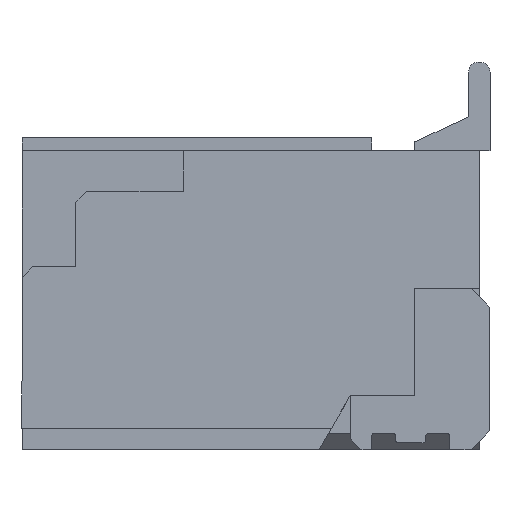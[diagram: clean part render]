
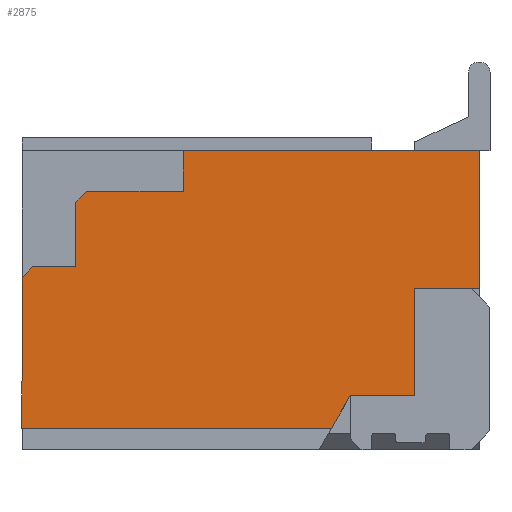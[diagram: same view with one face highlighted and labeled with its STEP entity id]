
A CAD part, left-side view. The second image highlights one B-rep face of the part: STEP entity #2875.
In plain terms, the highlighted planar face has unit normal (-1, 0, 0).
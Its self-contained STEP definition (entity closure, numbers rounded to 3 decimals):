
#47 = CARTESIAN_POINT ( 'NONE',  ( -2.5, 0.1, 1.33 ) ) ;
#69 = EDGE_CURVE ( 'NONE', #1317, #3594, #256, .T. ) ;
#115 = LINE ( 'NONE', #5732, #5823 ) ;
#147 = DIRECTION ( 'NONE',  ( 0., 0., -1. ) ) ;
#246 = VECTOR ( 'NONE', #4478, 1000. ) ;
#256 = LINE ( 'NONE', #47, #6685 ) ;
#333 = FACE_OUTER_BOUND ( 'NONE', #7107, .T. ) ;
#404 = EDGE_CURVE ( 'NONE', #5019, #4828, #1935, .T. ) ;
#430 = DIRECTION ( 'NONE',  ( 0., 1., 0. ) ) ;
#440 = DIRECTION ( 'NONE',  ( 0., 0., 1. ) ) ;
#556 = CARTESIAN_POINT ( 'NONE',  ( -2.5, 2.25, 2.25 ) ) ;
#697 = CARTESIAN_POINT ( 'NONE',  ( -2.5, 2.35, 2.35 ) ) ;
#809 = EDGE_CURVE ( 'NONE', #4828, #1238, #2376, .T. ) ;
#1059 = CARTESIAN_POINT ( 'NONE',  ( -2.5, 3.85, 0. ) ) ;
#1169 = DIRECTION ( 'NONE',  ( 0., 1., 0. ) ) ;
#1209 = VECTOR ( 'NONE', #3751, 1000. ) ;
#1238 = VERTEX_POINT ( 'NONE', #2869 ) ;
#1317 = VERTEX_POINT ( 'NONE', #5874 ) ;
#1377 = ORIENTED_EDGE ( 'NONE', *, *, #3919, .F. ) ;
#1417 = EDGE_CURVE ( 'NONE', #3172, #4504, #7366, .T. ) ;
#1500 = ORIENTED_EDGE ( 'NONE', *, *, #809, .T. ) ;
#1584 = LINE ( 'NONE', #1704, #2653 ) ;
#1611 = CARTESIAN_POINT ( 'NONE',  ( -2.5, 0., 0. ) ) ;
#1643 = LINE ( 'NONE', #556, #5047 ) ;
#1704 = CARTESIAN_POINT ( 'NONE',  ( -2.5, 0.564, 0.325 ) ) ;
#1727 = VECTOR ( 'NONE', #430, 1000. ) ;
#1849 = CARTESIAN_POINT ( 'NONE',  ( -2.5, 0.7, 0. ) ) ;
#1860 = ORIENTED_EDGE ( 'NONE', *, *, #5564, .F. ) ;
#1911 = EDGE_CURVE ( 'NONE', #4504, #4252, #1584, .T. ) ;
#1935 = LINE ( 'NONE', #2026, #2481 ) ;
#2026 = CARTESIAN_POINT ( 'NONE',  ( -2.5, 2.85, 0. ) ) ;
#2117 = CARTESIAN_POINT ( 'NONE',  ( -2.5, 0., -1.25 ) ) ;
#2152 = PLANE ( 'NONE',  #6893 ) ;
#2262 = CARTESIAN_POINT ( 'NONE',  ( -2.5, 4.25, 0.25 ) ) ;
#2278 = ORIENTED_EDGE ( 'NONE', *, *, #5244, .F. ) ;
#2303 = ORIENTED_EDGE ( 'NONE', *, *, #4700, .T. ) ;
#2371 = ORIENTED_EDGE ( 'NONE', *, *, #1417, .F. ) ;
#2376 = LINE ( 'NONE', #6141, #4632 ) ;
#2381 = VERTEX_POINT ( 'NONE', #2262 ) ;
#2386 = CARTESIAN_POINT ( 'NONE',  ( -2.5, 2.85, 0.95 ) ) ;
#2444 = VECTOR ( 'NONE', #1169, 1000. ) ;
#2481 = VECTOR ( 'NONE', #3779, 1000. ) ;
#2544 = ORIENTED_EDGE ( 'NONE', *, *, #404, .T. ) ;
#2572 = CARTESIAN_POINT ( 'NONE',  ( -2.5, 0., 0.05 ) ) ;
#2605 = VECTOR ( 'NONE', #4646, 1000. ) ;
#2653 = VECTOR ( 'NONE', #4083, 1000. ) ;
#2709 = CARTESIAN_POINT ( 'NONE',  ( -2.5, 4.35, 1.45 ) ) ;
#2746 = LINE ( 'NONE', #1059, #246 ) ;
#2868 = LINE ( 'NONE', #1849, #6277 ) ;
#2869 = CARTESIAN_POINT ( 'NONE',  ( -2.5, 3.75, 0.95 ) ) ;
#2875 = ADVANCED_FACE ( 'NONE', ( #333 ), #2152, .T. ) ;
#2880 = EDGE_CURVE ( 'NONE', #4925, #3694, #2746, .T. ) ;
#3079 = CARTESIAN_POINT ( 'NONE',  ( -2.5, 3.85, 0.25 ) ) ;
#3102 = CARTESIAN_POINT ( 'NONE',  ( -2.5, 0.7, -0.95 ) ) ;
#3109 = CARTESIAN_POINT ( 'NONE',  ( -2.5, 3.85, 0.85 ) ) ;
#3172 = VERTEX_POINT ( 'NONE', #3102 ) ;
#3345 = DIRECTION ( 'NONE',  ( 0., -1., 0. ) ) ;
#3392 = DIRECTION ( 'NONE',  ( 0., 0.707, -0.707 ) ) ;
#3452 = CARTESIAN_POINT ( 'NONE',  ( -2.5, 0., 0.25 ) ) ;
#3569 = CARTESIAN_POINT ( 'NONE',  ( -2.5, 4.35, -1.25 ) ) ;
#3574 = CARTESIAN_POINT ( 'NONE',  ( -2.5, 0.7, 0.05 ) ) ;
#3594 = VERTEX_POINT ( 'NONE', #6416 ) ;
#3694 = VERTEX_POINT ( 'NONE', #3079 ) ;
#3719 = ORIENTED_EDGE ( 'NONE', *, *, #7041, .F. ) ;
#3729 = DIRECTION ( 'NONE',  ( 0., 0., 1. ) ) ;
#3751 = DIRECTION ( 'NONE',  ( 0., 1., 0. ) ) ;
#3779 = DIRECTION ( 'NONE',  ( 0., 0., -1. ) ) ;
#3896 = EDGE_CURVE ( 'NONE', #6447, #4252, #7080, .T. ) ;
#3919 = EDGE_CURVE ( 'NONE', #3594, #5758, #5138, .T. ) ;
#3972 = DIRECTION ( 'NONE',  ( -1., 0., 0. ) ) ;
#4015 = EDGE_CURVE ( 'NONE', #2381, #4852, #1643, .T. ) ;
#4040 = ORIENTED_EDGE ( 'NONE', *, *, #2880, .T. ) ;
#4083 = DIRECTION ( 'NONE',  ( 0., 0.5, -0.866 ) ) ;
#4125 = ORIENTED_EDGE ( 'NONE', *, *, #4015, .T. ) ;
#4159 = LINE ( 'NONE', #697, #2605 ) ;
#4252 = VERTEX_POINT ( 'NONE', #4875 ) ;
#4478 = DIRECTION ( 'NONE',  ( 0., 0., -1. ) ) ;
#4504 = VERTEX_POINT ( 'NONE', #5155 ) ;
#4632 = VECTOR ( 'NONE', #4941, 1000. ) ;
#4646 = DIRECTION ( 'NONE',  ( 0., 0.707, -0.707 ) ) ;
#4672 = LINE ( 'NONE', #2709, #6621 ) ;
#4700 = EDGE_CURVE ( 'NONE', #3694, #2381, #6026, .T. ) ;
#4820 = ORIENTED_EDGE ( 'NONE', *, *, #69, .F. ) ;
#4828 = VERTEX_POINT ( 'NONE', #2386 ) ;
#4852 = VERTEX_POINT ( 'NONE', #5267 ) ;
#4875 = CARTESIAN_POINT ( 'NONE',  ( -2.5, 1.473, -1.25 ) ) ;
#4925 = VERTEX_POINT ( 'NONE', #3109 ) ;
#4941 = DIRECTION ( 'NONE',  ( 0., 1., 0. ) ) ;
#5019 = VERTEX_POINT ( 'NONE', #5039 ) ;
#5039 = CARTESIAN_POINT ( 'NONE',  ( -2.5, 2.85, 1.33 ) ) ;
#5047 = VECTOR ( 'NONE', #3392, 1000. ) ;
#5138 = LINE ( 'NONE', #2572, #1727 ) ;
#5155 = CARTESIAN_POINT ( 'NONE',  ( -2.5, 1.3, -0.95 ) ) ;
#5231 = EDGE_CURVE ( 'NONE', #1238, #4925, #4159, .T. ) ;
#5244 = EDGE_CURVE ( 'NONE', #5758, #3172, #2868, .T. ) ;
#5267 = CARTESIAN_POINT ( 'NONE',  ( -2.5, 4.35, 0.15 ) ) ;
#5564 = EDGE_CURVE ( 'NONE', #6447, #4852, #4672, .T. ) ;
#5583 = VECTOR ( 'NONE', #3345, 1000. ) ;
#5732 = CARTESIAN_POINT ( 'NONE',  ( -2.5, 1.1, 1.33 ) ) ;
#5758 = VERTEX_POINT ( 'NONE', #3574 ) ;
#5782 = DIRECTION ( 'NONE',  ( 0., 0., -1. ) ) ;
#5823 = VECTOR ( 'NONE', #6310, 1000. ) ;
#5874 = CARTESIAN_POINT ( 'NONE',  ( -2.5, 0.1, 1.33 ) ) ;
#6026 = LINE ( 'NONE', #3452, #2444 ) ;
#6141 = CARTESIAN_POINT ( 'NONE',  ( -2.5, 0., 0.95 ) ) ;
#6277 = VECTOR ( 'NONE', #147, 1000. ) ;
#6310 = DIRECTION ( 'NONE',  ( 0., -1., 0. ) ) ;
#6416 = CARTESIAN_POINT ( 'NONE',  ( -2.5, 0.1, 0.05 ) ) ;
#6447 = VERTEX_POINT ( 'NONE', #3569 ) ;
#6621 = VECTOR ( 'NONE', #3729, 1000. ) ;
#6623 = ORIENTED_EDGE ( 'NONE', *, *, #3896, .T. ) ;
#6685 = VECTOR ( 'NONE', #5782, 1000. ) ;
#6891 = ORIENTED_EDGE ( 'NONE', *, *, #5231, .T. ) ;
#6893 = AXIS2_PLACEMENT_3D ( 'NONE', #1611, #3972, #440 ) ;
#7041 = EDGE_CURVE ( 'NONE', #5019, #1317, #115, .T. ) ;
#7057 = CARTESIAN_POINT ( 'NONE',  ( -2.5, 0., -0.95 ) ) ;
#7080 = LINE ( 'NONE', #2117, #5583 ) ;
#7107 = EDGE_LOOP ( 'NONE', ( #1860, #6623, #7170, #2371, #2278, #1377, #4820, #3719, #2544, #1500, #6891, #4040, #2303, #4125 ) ) ;
#7170 = ORIENTED_EDGE ( 'NONE', *, *, #1911, .F. ) ;
#7366 = LINE ( 'NONE', #7057, #1209 ) ;
